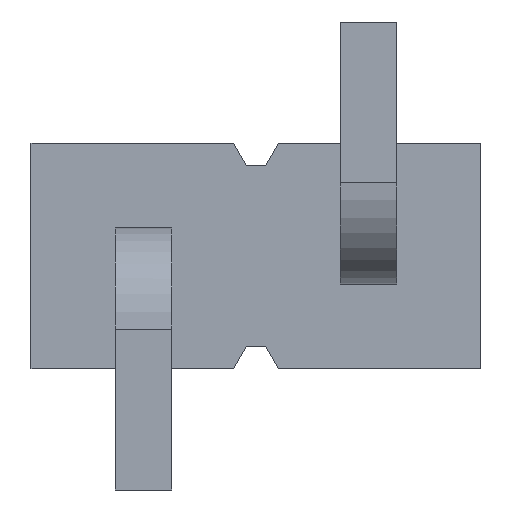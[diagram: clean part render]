
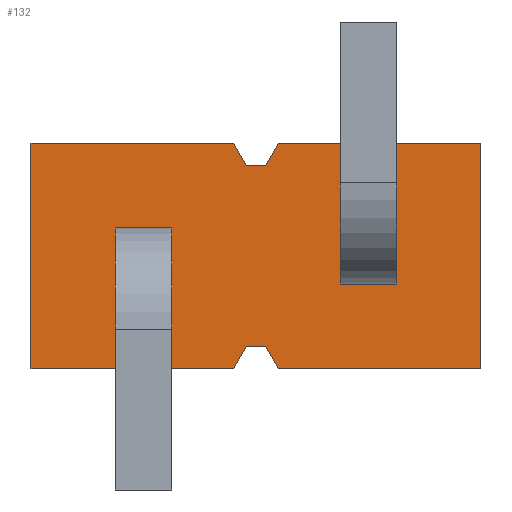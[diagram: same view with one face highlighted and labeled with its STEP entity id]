
A CAD part, front view. The second image highlights one B-rep face of the part: STEP entity #132.
In plain terms, the highlighted planar face has unit normal (0, -1, 0).
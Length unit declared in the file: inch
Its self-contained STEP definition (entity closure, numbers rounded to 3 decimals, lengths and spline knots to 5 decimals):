
#132 = ADVANCED_FACE( '', ( #279, #280, #281 ), #282, .F. );
#279 = FACE_BOUND( '', #453, .T. );
#280 = FACE_BOUND( '', #454, .T. );
#281 = FACE_OUTER_BOUND( '', #455, .T. );
#282 = PLANE( '', #456 );
#453 = EDGE_LOOP( '', ( #658, #659, #660, #661 ) );
#454 = EDGE_LOOP( '', ( #662, #663, #664, #665 ) );
#455 = EDGE_LOOP( '', ( #666, #667, #668, #669, #670, #671, #672, #673, #674, #675, #676, #677 ) );
#456 = AXIS2_PLACEMENT_3D( '', #678, #679, #680 );
#658 = ORIENTED_EDGE( '', *, *, #1133, .T. );
#659 = ORIENTED_EDGE( '', *, *, #1134, .T. );
#660 = ORIENTED_EDGE( '', *, *, #1135, .T. );
#661 = ORIENTED_EDGE( '', *, *, #1136, .T. );
#662 = ORIENTED_EDGE( '', *, *, #1137, .T. );
#663 = ORIENTED_EDGE( '', *, *, #1091, .T. );
#664 = ORIENTED_EDGE( '', *, *, #1101, .T. );
#665 = ORIENTED_EDGE( '', *, *, #1138, .T. );
#666 = ORIENTED_EDGE( '', *, *, #1139, .T. );
#667 = ORIENTED_EDGE( '', *, *, #1140, .T. );
#668 = ORIENTED_EDGE( '', *, *, #1141, .T. );
#669 = ORIENTED_EDGE( '', *, *, #1142, .F. );
#670 = ORIENTED_EDGE( '', *, *, #1143, .F. );
#671 = ORIENTED_EDGE( '', *, *, #1144, .F. );
#672 = ORIENTED_EDGE( '', *, *, #1096, .T. );
#673 = ORIENTED_EDGE( '', *, *, #1145, .T. );
#674 = ORIENTED_EDGE( '', *, *, #1146, .T. );
#675 = ORIENTED_EDGE( '', *, *, #1147, .F. );
#676 = ORIENTED_EDGE( '', *, *, #1148, .F. );
#677 = ORIENTED_EDGE( '', *, *, #1149, .F. );
#678 = CARTESIAN_POINT( '', ( 0., -0.05, 0. ) );
#679 = DIRECTION( '', ( 0., 1., 0. ) );
#680 = DIRECTION( '', ( 0., 0., 1. ) );
#1091 = EDGE_CURVE( '', #1287, #1288, #1289, .T. );
#1096 = EDGE_CURVE( '', #1296, #1297, #1298, .T. );
#1101 = EDGE_CURVE( '', #1288, #1305, #1306, .T. );
#1133 = EDGE_CURVE( '', #1363, #1364, #1365, .T. );
#1134 = EDGE_CURVE( '', #1364, #1366, #1367, .T. );
#1135 = EDGE_CURVE( '', #1366, #1368, #1369, .T. );
#1136 = EDGE_CURVE( '', #1368, #1363, #1370, .T. );
#1137 = EDGE_CURVE( '', #1371, #1287, #1372, .T. );
#1138 = EDGE_CURVE( '', #1305, #1371, #1373, .T. );
#1139 = EDGE_CURVE( '', #1374, #1375, #1376, .T. );
#1140 = EDGE_CURVE( '', #1375, #1377, #1378, .T. );
#1141 = EDGE_CURVE( '', #1377, #1379, #1380, .T. );
#1142 = EDGE_CURVE( '', #1381, #1379, #1382, .T. );
#1143 = EDGE_CURVE( '', #1383, #1381, #1384, .T. );
#1144 = EDGE_CURVE( '', #1296, #1383, #1385, .T. );
#1145 = EDGE_CURVE( '', #1297, #1386, #1387, .T. );
#1146 = EDGE_CURVE( '', #1386, #1388, #1389, .T. );
#1147 = EDGE_CURVE( '', #1390, #1388, #1391, .T. );
#1148 = EDGE_CURVE( '', #1392, #1390, #1393, .T. );
#1149 = EDGE_CURVE( '', #1374, #1392, #1394, .T. );
#1287 = VERTEX_POINT( '', #1579 );
#1288 = VERTEX_POINT( '', #1580 );
#1289 = LINE( '', #1581, #1582 );
#1296 = VERTEX_POINT( '', #1592 );
#1297 = VERTEX_POINT( '', #1593 );
#1298 = LINE( '', #1594, #1595 );
#1305 = VERTEX_POINT( '', #1605 );
#1306 = LINE( '', #1606, #1607 );
#1363 = VERTEX_POINT( '', #1688 );
#1364 = VERTEX_POINT( '', #1689 );
#1365 = LINE( '', #1690, #1691 );
#1366 = VERTEX_POINT( '', #1692 );
#1367 = LINE( '', #1693, #1694 );
#1368 = VERTEX_POINT( '', #1695 );
#1369 = LINE( '', #1696, #1697 );
#1370 = LINE( '', #1698, #1699 );
#1371 = VERTEX_POINT( '', #1700 );
#1372 = LINE( '', #1701, #1702 );
#1373 = LINE( '', #1703, #1704 );
#1374 = VERTEX_POINT( '', #1705 );
#1375 = VERTEX_POINT( '', #1706 );
#1376 = LINE( '', #1707, #1708 );
#1377 = VERTEX_POINT( '', #1709 );
#1378 = LINE( '', #1710, #1711 );
#1379 = VERTEX_POINT( '', #1712 );
#1380 = LINE( '', #1713, #1714 );
#1381 = VERTEX_POINT( '', #1715 );
#1382 = LINE( '', #1716, #1717 );
#1383 = VERTEX_POINT( '', #1718 );
#1384 = LINE( '', #1719, #1720 );
#1385 = LINE( '', #1721, #1722 );
#1386 = VERTEX_POINT( '', #1723 );
#1387 = LINE( '', #1724, #1725 );
#1388 = VERTEX_POINT( '', #1726 );
#1389 = LINE( '', #1727, #1728 );
#1390 = VERTEX_POINT( '', #1729 );
#1391 = LINE( '', #1730, #1731 );
#1392 = VERTEX_POINT( '', #1732 );
#1393 = LINE( '', #1733, #1734 );
#1394 = LINE( '', #1735, #1736 );
#1579 = CARTESIAN_POINT( '', ( 0.0375, -0.05, 0.0125 ) );
#1580 = CARTESIAN_POINT( '', ( 0.0625, -0.05, 0.0125 ) );
#1581 = CARTESIAN_POINT( '', ( 0.0375, -0.05, 0.0125 ) );
#1582 = VECTOR( '', #2006, 39.37008 );
#1592 = CARTESIAN_POINT( '', ( 0.01, -0.05, 0.05 ) );
#1593 = CARTESIAN_POINT( '', ( 0.00423, -0.05, 0.04 ) );
#1594 = CARTESIAN_POINT( '', ( 0.01, -0.05, 0.05 ) );
#1595 = VECTOR( '', #2010, 39.37008 );
#1605 = CARTESIAN_POINT( '', ( 0.0625, -0.05, -0.0125 ) );
#1606 = CARTESIAN_POINT( '', ( 0.0625, -0.05, 0.0125 ) );
#1607 = VECTOR( '', #2014, 39.37008 );
#1688 = CARTESIAN_POINT( '', ( -0.0625, -0.05, -0.0125 ) );
#1689 = CARTESIAN_POINT( '', ( -0.0625, -0.05, 0.0125 ) );
#1690 = CARTESIAN_POINT( '', ( -0.0625, -0.05, -0.0125 ) );
#1691 = VECTOR( '', #2045, 39.37008 );
#1692 = CARTESIAN_POINT( '', ( -0.0375, -0.05, 0.0125 ) );
#1693 = CARTESIAN_POINT( '', ( -0.0625, -0.05, 0.0125 ) );
#1694 = VECTOR( '', #2046, 39.37008 );
#1695 = CARTESIAN_POINT( '', ( -0.0375, -0.05, -0.0125 ) );
#1696 = CARTESIAN_POINT( '', ( -0.0375, -0.05, 0.0125 ) );
#1697 = VECTOR( '', #2047, 39.37008 );
#1698 = CARTESIAN_POINT( '', ( -0.0375, -0.05, -0.0125 ) );
#1699 = VECTOR( '', #2048, 39.37008 );
#1700 = CARTESIAN_POINT( '', ( 0.0375, -0.05, -0.0125 ) );
#1701 = CARTESIAN_POINT( '', ( 0.0375, -0.05, -0.0125 ) );
#1702 = VECTOR( '', #2049, 39.37008 );
#1703 = CARTESIAN_POINT( '', ( 0.0625, -0.05, -0.0125 ) );
#1704 = VECTOR( '', #2050, 39.37008 );
#1705 = CARTESIAN_POINT( '', ( -0.01, -0.05, -0.05 ) );
#1706 = CARTESIAN_POINT( '', ( -0.00423, -0.05, -0.04 ) );
#1707 = CARTESIAN_POINT( '', ( -0.01, -0.05, -0.05 ) );
#1708 = VECTOR( '', #2051, 39.37008 );
#1709 = CARTESIAN_POINT( '', ( 0.00423, -0.05, -0.04 ) );
#1710 = CARTESIAN_POINT( '', ( -0.00423, -0.05, -0.04 ) );
#1711 = VECTOR( '', #2052, 39.37008 );
#1712 = CARTESIAN_POINT( '', ( 0.01, -0.05, -0.05 ) );
#1713 = CARTESIAN_POINT( '', ( 0.00423, -0.05, -0.04 ) );
#1714 = VECTOR( '', #2053, 39.37008 );
#1715 = CARTESIAN_POINT( '', ( 0.1, -0.05, -0.05 ) );
#1716 = CARTESIAN_POINT( '', ( 0.1, -0.05, -0.05 ) );
#1717 = VECTOR( '', #2054, 39.37008 );
#1718 = CARTESIAN_POINT( '', ( 0.1, -0.05, 0.05 ) );
#1719 = CARTESIAN_POINT( '', ( 0.1, -0.05, 0.05 ) );
#1720 = VECTOR( '', #2055, 39.37008 );
#1721 = CARTESIAN_POINT( '', ( -0.1, -0.05, 0.05 ) );
#1722 = VECTOR( '', #2056, 39.37008 );
#1723 = CARTESIAN_POINT( '', ( -0.00423, -0.05, 0.04 ) );
#1724 = CARTESIAN_POINT( '', ( 0.00423, -0.05, 0.04 ) );
#1725 = VECTOR( '', #2057, 39.37008 );
#1726 = CARTESIAN_POINT( '', ( -0.01, -0.05, 0.05 ) );
#1727 = CARTESIAN_POINT( '', ( -0.00423, -0.05, 0.04 ) );
#1728 = VECTOR( '', #2058, 39.37008 );
#1729 = CARTESIAN_POINT( '', ( -0.1, -0.05, 0.05 ) );
#1730 = CARTESIAN_POINT( '', ( -0.1, -0.05, 0.05 ) );
#1731 = VECTOR( '', #2059, 39.37008 );
#1732 = CARTESIAN_POINT( '', ( -0.1, -0.05, -0.05 ) );
#1733 = CARTESIAN_POINT( '', ( -0.1, -0.05, -0.05 ) );
#1734 = VECTOR( '', #2060, 39.37008 );
#1735 = CARTESIAN_POINT( '', ( 0.1, -0.05, -0.05 ) );
#1736 = VECTOR( '', #2061, 39.37008 );
#2006 = DIRECTION( '', ( 1., 0., 0. ) );
#2010 = DIRECTION( '', ( -0.5, 0., -0.866 ) );
#2014 = DIRECTION( '', ( 0., 0., -1. ) );
#2045 = DIRECTION( '', ( 0., 0., 1. ) );
#2046 = DIRECTION( '', ( 1., 0., 0. ) );
#2047 = DIRECTION( '', ( 0., 0., -1. ) );
#2048 = DIRECTION( '', ( -1., 0., 0. ) );
#2049 = DIRECTION( '', ( 0., 0., 1. ) );
#2050 = DIRECTION( '', ( -1., 0., 0. ) );
#2051 = DIRECTION( '', ( 0.5, 0., 0.866 ) );
#2052 = DIRECTION( '', ( 1., 0., 0. ) );
#2053 = DIRECTION( '', ( 0.5, 0., -0.866 ) );
#2054 = DIRECTION( '', ( -1., 0., 0. ) );
#2055 = DIRECTION( '', ( 0., 0., -1. ) );
#2056 = DIRECTION( '', ( 1., 0., 0. ) );
#2057 = DIRECTION( '', ( -1., 0., 0. ) );
#2058 = DIRECTION( '', ( -0.5, 0., 0.866 ) );
#2059 = DIRECTION( '', ( 1., 0., 0. ) );
#2060 = DIRECTION( '', ( 0., 0., 1. ) );
#2061 = DIRECTION( '', ( -1., 0., 0. ) );
